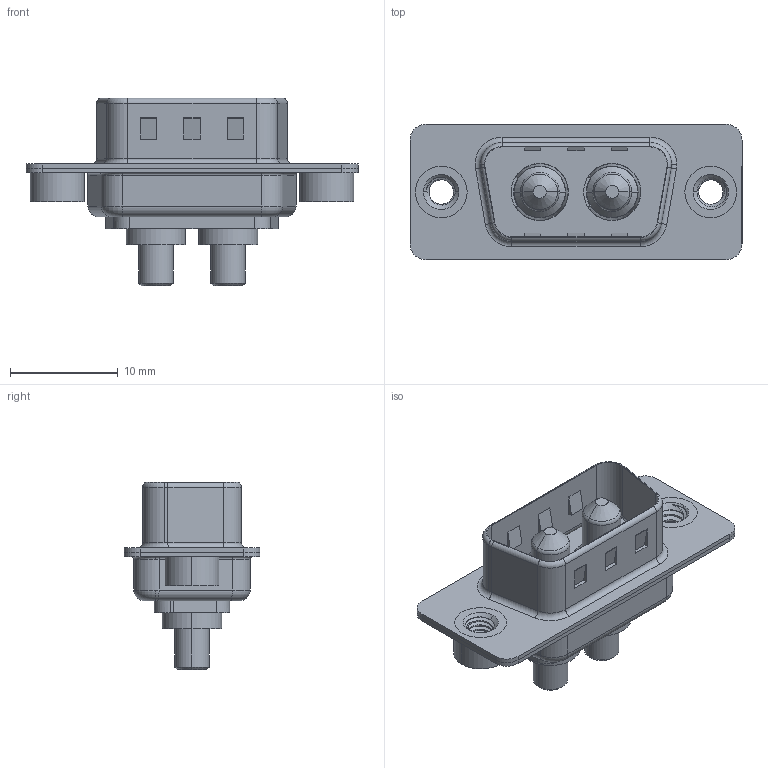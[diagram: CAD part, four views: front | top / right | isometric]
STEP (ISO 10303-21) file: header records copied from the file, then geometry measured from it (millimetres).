
FILE_DESCRIPTION (( 'STEP AP203' ), '1' );
FILE_NAME ('627-2W2-224-3TA.STEP', '2019-05-23T19:38:26', ( '' ), ( '' ), 'SwSTEP 2.0', 'SolidWorks 2016', '' );
FILE_SCHEMA (( 'CONFIG_CONTROL_DESIGN' ));
Length unit declared in the file: millimetre
Products named in the file (7): 627-2W2-224-3TA; 627Combo Housing_2W2; 627Combo Shell Rear_09 Contacts; 627Combo Shell Front_09 Contacts; 627Combo Threaded Rivet_A; Power Pin_30A S; 627Combo Threaded Rivet_2
Assembly tree (7 placements, depth 2):
  627-2W2-224-3TA
    627Combo Housing_2W2
    627Combo Shell Rear_09 Contacts
    627Combo Shell Front_09 Contacts
    627Combo Threaded Rivet_A
    Power Pin_30A S  x2
    627Combo Threaded Rivet_2
Bounding box: 30.8 x 12.6 x 17.4 mm (x, y, z)
Volume: 1467.1 mm3; surface area: 3599.6 mm2
Topology: 9 solids, 9 shells, 383 faces, 924 edges, 576 vertices
Faces by surface type: cylinder 168, plane 127, torus 54, cone 24, bspline 10
Entity records: 14198 total; most frequent: CARTESIAN_POINT 5129, DIRECTION 1823, ORIENTED_EDGE 1698, EDGE_CURVE 849, AXIS2_PLACEMENT_3D 707, VERTEX_POINT 532, VECTOR 409, LINE 409
